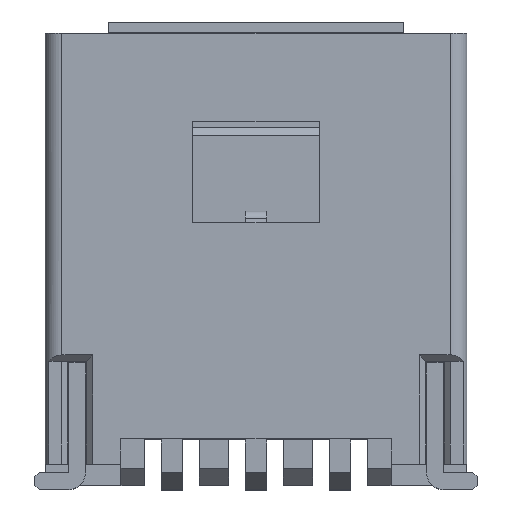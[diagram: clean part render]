
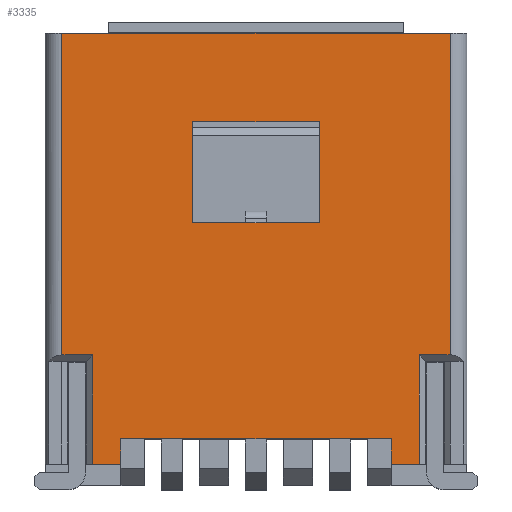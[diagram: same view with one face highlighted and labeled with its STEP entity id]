
A CAD part, top view. The second image highlights one B-rep face of the part: STEP entity #3335.
In plain terms, the highlighted planar face has unit normal (0, 0, 1).
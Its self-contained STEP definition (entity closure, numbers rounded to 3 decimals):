
#230=DIRECTION('',(1.,0.,0.));
#231=VECTOR('',#230,4.6);
#232=CARTESIAN_POINT('',(-2.3,2.685,1.49));
#233=LINE('',#232,#231);
#763=DIRECTION('',(0.,1.,0.));
#764=VECTOR('',#763,1.295);
#765=CARTESIAN_POINT('',(1.935,-2.425,1.49));
#766=LINE('',#765,#764);
#775=DIRECTION('',(0.,1.,0.));
#776=VECTOR('',#775,1.2);
#777=CARTESIAN_POINT('',(0.75,0.435,1.49));
#778=LINE('',#777,#776);
#779=DIRECTION('',(-1.,0.,0.));
#780=VECTOR('',#779,1.5);
#781=CARTESIAN_POINT('',(0.75,1.635,1.49));
#782=LINE('',#781,#780);
#783=DIRECTION('',(0.,-1.,0.));
#784=VECTOR('',#783,1.2);
#785=CARTESIAN_POINT('',(-0.75,1.635,1.49));
#786=LINE('',#785,#784);
#787=DIRECTION('',(1.,0.,0.));
#788=VECTOR('',#787,1.5);
#789=CARTESIAN_POINT('',(-0.75,0.435,1.49));
#790=LINE('',#789,#788);
#791=DIRECTION('',(0.,1.,0.));
#792=VECTOR('',#791,3.815);
#793=CARTESIAN_POINT('',(-2.3,-1.13,1.49));
#794=LINE('',#793,#792);
#795=DIRECTION('',(1.,0.,0.));
#796=VECTOR('',#795,0.335);
#797=CARTESIAN_POINT('',(1.6,-2.425,1.49));
#798=LINE('',#797,#796);
#799=DIRECTION('',(0.,1.,0.));
#800=VECTOR('',#799,0.3);
#801=CARTESIAN_POINT('',(1.6,-2.425,1.49));
#802=LINE('',#801,#800);
#803=DIRECTION('',(-1.,0.,0.));
#804=VECTOR('',#803,3.2);
#805=CARTESIAN_POINT('',(1.6,-2.125,1.49));
#806=LINE('',#805,#804);
#807=DIRECTION('',(0.,1.,0.));
#808=VECTOR('',#807,0.3);
#809=CARTESIAN_POINT('',(-1.6,-2.425,1.49));
#810=LINE('',#809,#808);
#811=DIRECTION('',(1.,0.,0.));
#812=VECTOR('',#811,0.335);
#813=CARTESIAN_POINT('',(-1.935,-2.425,1.49));
#814=LINE('',#813,#812);
#967=DIRECTION('',(0.,-1.,0.));
#968=VECTOR('',#967,1.295);
#969=CARTESIAN_POINT('',(-1.935,-1.13,1.49));
#970=LINE('',#969,#968);
#991=CARTESIAN_POINT('',(-2.3,-1.13,1.49));
#993=DIRECTION('',(-1.,0.,0.));
#994=VECTOR('',#993,0.365);
#995=CARTESIAN_POINT('',(-1.935,-1.13,1.49));
#996=LINE('',#995,#994);
#1209=DIRECTION('',(-1.,0.,0.));
#1210=VECTOR('',#1209,0.365);
#1211=CARTESIAN_POINT('',(2.3,-1.13,1.49));
#1212=LINE('',#1211,#1210);
#1223=DIRECTION('',(0.,1.,0.));
#1224=VECTOR('',#1223,3.815);
#1225=CARTESIAN_POINT('',(2.3,-1.13,1.49));
#1226=LINE('',#1225,#1224);
#1861=CARTESIAN_POINT('',(-2.3,2.685,1.49));
#1862=CARTESIAN_POINT('',(2.3,2.685,1.49));
#1863=VERTEX_POINT('',#1861);
#1864=VERTEX_POINT('',#1862);
#2021=CARTESIAN_POINT('',(-1.935,-1.13,1.49));
#2023=VERTEX_POINT('',#2021);
#2071=CARTESIAN_POINT('',(0.75,0.435,1.49));
#2072=CARTESIAN_POINT('',(0.75,1.635,1.49));
#2073=VERTEX_POINT('',#2071);
#2074=VERTEX_POINT('',#2072);
#2075=CARTESIAN_POINT('',(-0.75,1.635,1.49));
#2076=VERTEX_POINT('',#2075);
#2077=CARTESIAN_POINT('',(-0.75,0.435,1.49));
#2078=VERTEX_POINT('',#2077);
#2153=CARTESIAN_POINT('',(-1.935,-2.425,1.49));
#2155=VERTEX_POINT('',#2153);
#2159=VERTEX_POINT('',#991);
#2169=CARTESIAN_POINT('',(1.935,-2.425,1.49));
#2171=VERTEX_POINT('',#2169);
#2172=CARTESIAN_POINT('',(1.935,-1.13,1.49));
#2173=VERTEX_POINT('',#2172);
#2176=CARTESIAN_POINT('',(2.3,-1.13,1.49));
#2177=VERTEX_POINT('',#2176);
#2435=CARTESIAN_POINT('',(-1.6,-2.425,1.49));
#2436=CARTESIAN_POINT('',(-1.6,-2.125,1.49));
#2437=VERTEX_POINT('',#2435);
#2438=VERTEX_POINT('',#2436);
#2439=CARTESIAN_POINT('',(1.6,-2.425,1.49));
#2440=CARTESIAN_POINT('',(1.6,-2.125,1.49));
#2441=VERTEX_POINT('',#2439);
#2442=VERTEX_POINT('',#2440);
#3299=CARTESIAN_POINT('',(-2.3,-2.675,1.49));
#3300=DIRECTION('',(0.,0.,1.));
#3301=DIRECTION('',(1.,0.,0.));
#3302=AXIS2_PLACEMENT_3D('',#3299,#3300,#3301);
#3303=PLANE('',#3302);
#3305=ORIENTED_EDGE('',*,*,#3304,.F.);
#3307=ORIENTED_EDGE('',*,*,#3306,.T.);
#3309=ORIENTED_EDGE('',*,*,#3308,.T.);
#3310=ORIENTED_EDGE('',*,*,#2675,.T.);
#3312=ORIENTED_EDGE('',*,*,#3311,.F.);
#3314=ORIENTED_EDGE('',*,*,#3313,.T.);
#3315=ORIENTED_EDGE('',*,*,#3291,.F.);
#3316=ORIENTED_EDGE('',*,*,#3043,.F.);
#3318=ORIENTED_EDGE('',*,*,#3317,.T.);
#3319=ORIENTED_EDGE('',*,*,#2729,.T.);
#3321=ORIENTED_EDGE('',*,*,#3320,.F.);
#3322=ORIENTED_EDGE('',*,*,#3071,.F.);
#3323=EDGE_LOOP('',(#3305,#3307,#3309,#3310,#3312,#3314,#3315,#3316,#3318,#3319,
#3321,#3322));
#3324=FACE_OUTER_BOUND('',#3323,.F.);
#3326=ORIENTED_EDGE('',*,*,#3325,.T.);
#3328=ORIENTED_EDGE('',*,*,#3327,.T.);
#3330=ORIENTED_EDGE('',*,*,#3329,.T.);
#3332=ORIENTED_EDGE('',*,*,#3331,.T.);
#3333=EDGE_LOOP('',(#3326,#3328,#3330,#3332));
#3334=FACE_BOUND('',#3333,.F.);
#3335=ADVANCED_FACE('',(#3324,#3334),#3303,.T.);
#2675=EDGE_CURVE('',#1863,#1864,#233,.T.);
#2729=EDGE_CURVE('',#2442,#2438,#806,.T.);
#3043=EDGE_CURVE('',#2441,#2171,#798,.T.);
#3071=EDGE_CURVE('',#2155,#2437,#814,.T.);
#3291=EDGE_CURVE('',#2171,#2173,#766,.T.);
#3304=EDGE_CURVE('',#2023,#2155,#970,.T.);
#3306=EDGE_CURVE('',#2023,#2159,#996,.T.);
#3308=EDGE_CURVE('',#2159,#1863,#794,.T.);
#3311=EDGE_CURVE('',#2177,#1864,#1226,.T.);
#3313=EDGE_CURVE('',#2177,#2173,#1212,.T.);
#3317=EDGE_CURVE('',#2441,#2442,#802,.T.);
#3320=EDGE_CURVE('',#2437,#2438,#810,.T.);
#3325=EDGE_CURVE('',#2073,#2074,#778,.T.);
#3327=EDGE_CURVE('',#2074,#2076,#782,.T.);
#3329=EDGE_CURVE('',#2076,#2078,#786,.T.);
#3331=EDGE_CURVE('',#2078,#2073,#790,.T.);
